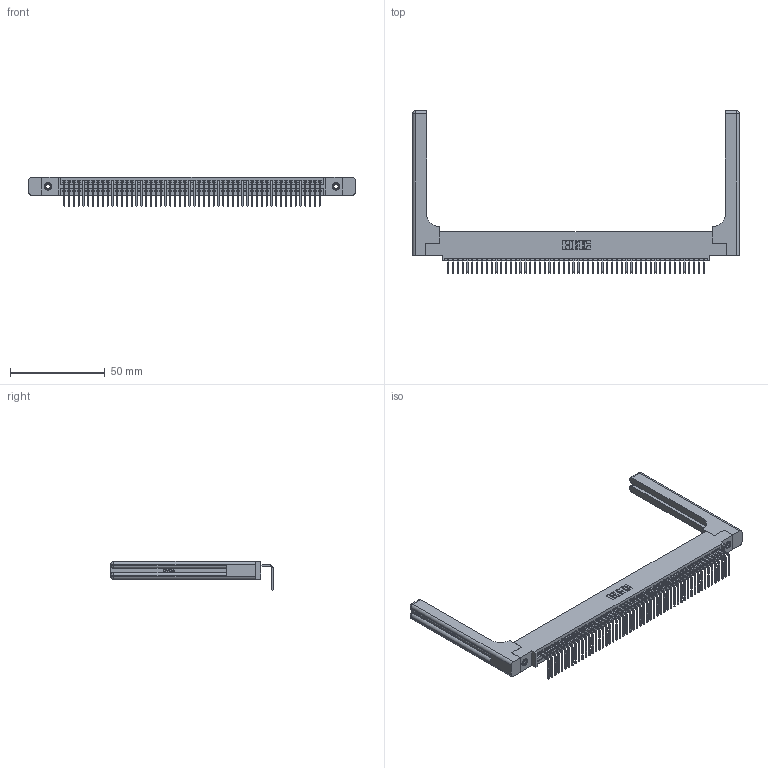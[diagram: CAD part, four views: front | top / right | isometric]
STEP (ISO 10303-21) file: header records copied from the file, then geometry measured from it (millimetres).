
FILE_DESCRIPTION (( 'STEP AP203' ), '1' );
FILE_NAME ('395-054-558-458.STEP', '2019-10-11T14:44:14', ( '' ), ( '' ), 'SwSTEP 2.0', 'SolidWorks 2016', '' );
FILE_SCHEMA (( 'CONFIG_CONTROL_DESIGN' ));
Length unit declared in the file: inch
Products named in the file (5): 345 Part_0.110 Offset - 0.156 Dia-TH; 345-292-001_558 Tail - 2; 345-250-001_345-250-001-102; 345-220-058_345-220-058; 395-054-558-458
Assembly tree (59 placements, depth 2):
  395-054-558-458
    345 Part_0.110 Offset - 0.156 Dia-TH
    345-292-001_558 Tail - 2  x54
    345-250-001_345-250-001-102  x2
    345-220-058_345-220-058  x2
Bounding box: 172.19 x 85.59 x 15.37 mm (x, y, z)
Volume: 25064.3 mm3; surface area: 28613.6 mm2
Topology: 59 solids, 59 shells, 3626 faces, 10847 edges, 7138 vertices
Faces by surface type: plane 2500, cylinder 1066, bspline 36, cone 12, sphere 8, torus 4
Entity records: 44424 total; most frequent: CARTESIAN_POINT 8667, ORIENTED_EDGE 7452, DIRECTION 6498, EDGE_CURVE 3726, LINE 3286, VECTOR 3286, VERTEX_POINT 2474, AXIS2_PLACEMENT_3D 1606
